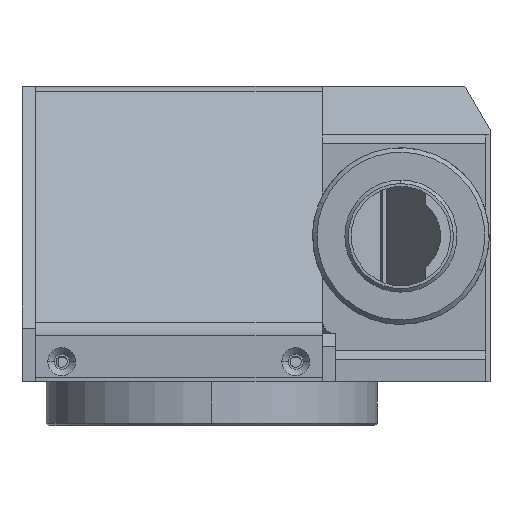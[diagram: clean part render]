
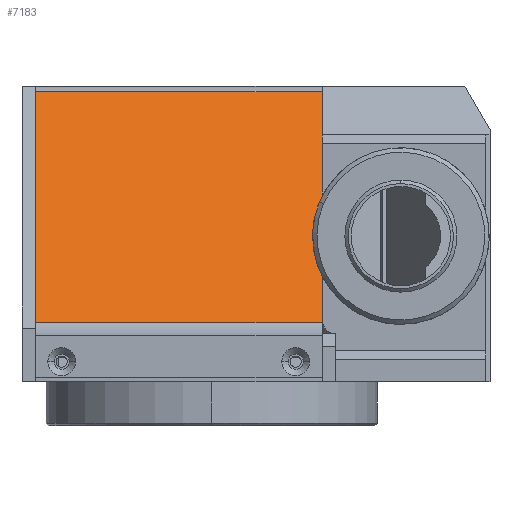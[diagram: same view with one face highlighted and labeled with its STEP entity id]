
A CAD part, left-side view. The second image highlights one B-rep face of the part: STEP entity #7183.
In plain terms, the highlighted planar face has unit normal (-0.707, 0, 0.707).
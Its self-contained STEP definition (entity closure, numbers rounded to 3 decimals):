
#83 = VECTOR ( 'NONE', #5586, 1000. ) ;
#789 = VERTEX_POINT ( 'NONE', #1228 ) ;
#1228 = CARTESIAN_POINT ( 'NONE',  ( 18.581, 4., 32.828 ) ) ;
#2211 = LINE ( 'NONE', #3002, #7709 ) ;
#2250 = DIRECTION ( 'NONE',  ( 0., 1., 0. ) ) ;
#2579 = ORIENTED_EDGE ( 'NONE', *, *, #5332, .F. ) ;
#2658 = DIRECTION ( 'NONE',  ( 0.707, 0., 0.707 ) ) ;
#2801 = EDGE_CURVE ( 'NONE', #6836, #4691, #3284, .T. ) ;
#2865 = CARTESIAN_POINT ( 'NONE',  ( 18.581, 69., 32.828 ) ) ;
#3002 = CARTESIAN_POINT ( 'NONE',  ( 18.581, 104., 32.828 ) ) ;
#3284 = LINE ( 'NONE', #3410, #5896 ) ;
#3306 = LINE ( 'NONE', #8811, #83 ) ;
#3410 = CARTESIAN_POINT ( 'NONE',  ( -34.414, 69., -20.167 ) ) ;
#3473 = ORIENTED_EDGE ( 'NONE', *, *, #2801, .F. ) ;
#3507 = VERTEX_POINT ( 'NONE', #6798 ) ;
#4242 = ORIENTED_EDGE ( 'NONE', *, *, #5254, .F. ) ;
#4691 = VERTEX_POINT ( 'NONE', #2865 ) ;
#5254 = EDGE_CURVE ( 'NONE', #4691, #789, #2211, .T. ) ;
#5332 = EDGE_CURVE ( 'NONE', #3507, #6836, #10185, .T. ) ;
#5403 = CARTESIAN_POINT ( 'NONE',  ( -34.414, 104., -20.167 ) ) ;
#5495 = CARTESIAN_POINT ( 'NONE',  ( -33.828, 69., -19.581 ) ) ;
#5586 = DIRECTION ( 'NONE',  ( -0.707, 0., -0.707 ) ) ;
#5896 = VECTOR ( 'NONE', #2658, 1000. ) ;
#6054 = DIRECTION ( 'NONE',  ( 0., -1., 0. ) ) ;
#6213 = FACE_OUTER_BOUND ( 'NONE', #8401, .T. ) ;
#6262 = PLANE ( 'NONE',  #6618 ) ;
#6300 = DIRECTION ( 'NONE',  ( -0.707, 0., 0.707 ) ) ;
#6618 = AXIS2_PLACEMENT_3D ( 'NONE', #5403, #6300, #7101 ) ;
#6798 = CARTESIAN_POINT ( 'NONE',  ( -33.828, 4., -19.581 ) ) ;
#6836 = VERTEX_POINT ( 'NONE', #5495 ) ;
#7101 = DIRECTION ( 'NONE',  ( 0.707, 0., 0.707 ) ) ;
#7183 = ADVANCED_FACE ( 'NONE', ( #6213 ), #6262, .T. ) ;
#7709 = VECTOR ( 'NONE', #6054, 1000. ) ;
#7775 = CARTESIAN_POINT ( 'NONE',  ( -33.828, 104., -19.581 ) ) ;
#7957 = VECTOR ( 'NONE', #2250, 1000. ) ;
#8087 = ORIENTED_EDGE ( 'NONE', *, *, #9358, .F. ) ;
#8401 = EDGE_LOOP ( 'NONE', ( #8087, #4242, #3473, #2579 ) ) ;
#8811 = CARTESIAN_POINT ( 'NONE',  ( -34.414, 4., -20.167 ) ) ;
#9358 = EDGE_CURVE ( 'NONE', #789, #3507, #3306, .T. ) ;
#10185 = LINE ( 'NONE', #7775, #7957 ) ;
